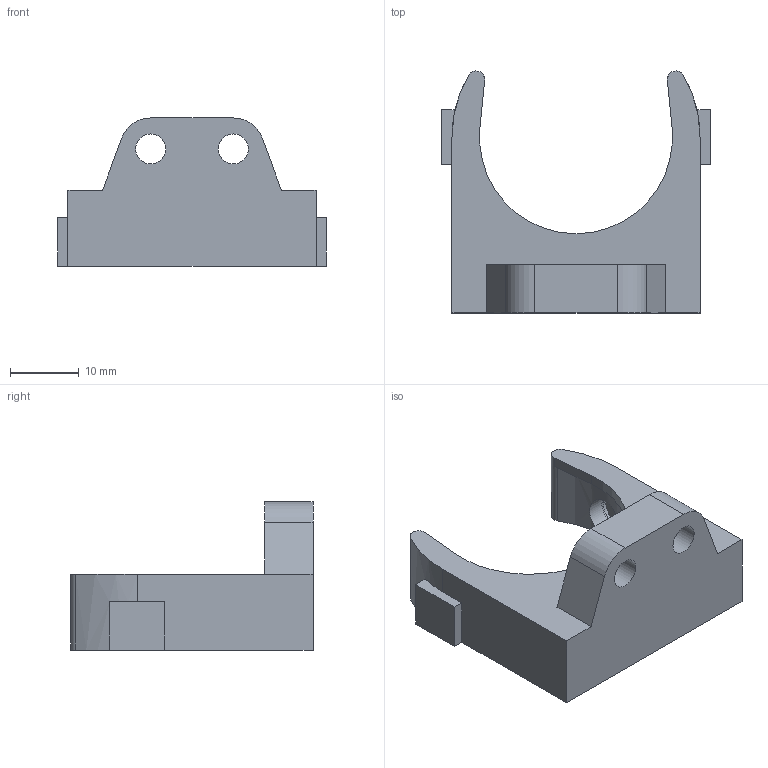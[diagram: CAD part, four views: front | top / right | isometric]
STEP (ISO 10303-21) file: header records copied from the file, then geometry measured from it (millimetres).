
FILE_DESCRIPTION(('FreeCAD Model'),'2;1');
FILE_NAME('Open CASCADE Shape Model','2025-03-04T21:11:45',(''),(''), 'Open CASCADE STEP processor 7.7','FreeCAD','Unknown');
FILE_SCHEMA(('AUTOMOTIVE_DESIGN { 1 0 10303 214 1 1 1 1 }'));
Length unit declared in the file: millimetre
Products named in the file (1): Passive Claw
Bounding box: 39 x 35.12 x 21.5 mm (x, y, z)
Volume: 7835.7 mm3; surface area: 4325.8 mm2
Topology: 1 solids, 1 shells, 46 faces, 119 edges, 79 vertices
Faces by surface type: plane 24, cylinder 14, extrusion 8
Full cylindrical faces by diameter (mm): 4.35 x2, 6 x4
Entity records: 2082 total; most frequent: CARTESIAN_POINT 934, ORIENTED_EDGE 238, DIRECTION 214, EDGE_CURVE 119, VERTEX_POINT 79, VECTOR 78, LINE 70, AXIS2_PLACEMENT_3D 68
